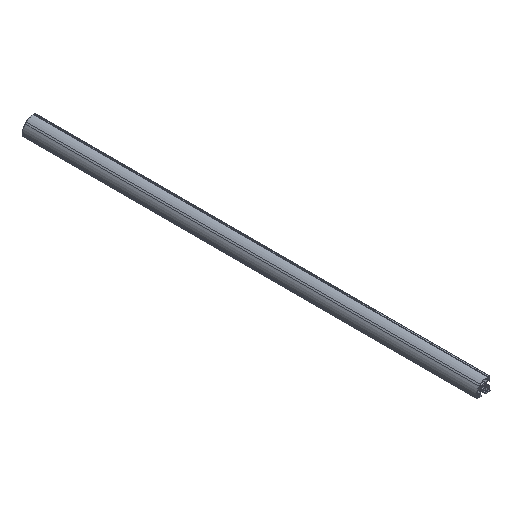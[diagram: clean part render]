
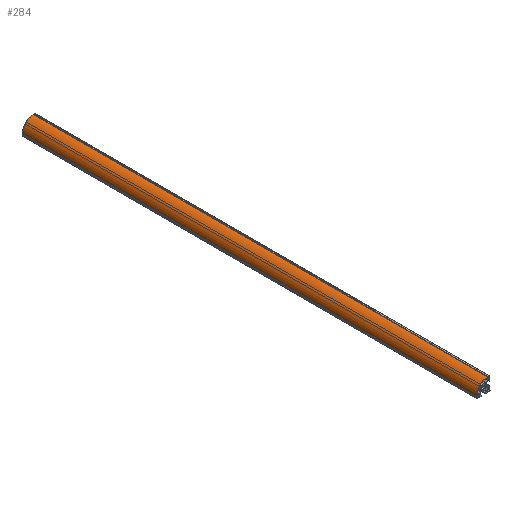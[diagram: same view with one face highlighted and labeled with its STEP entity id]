
A CAD part, isometric view. The second image highlights one B-rep face of the part: STEP entity #284.
In plain terms, the highlighted cylindrical face has radius 25 mm (diameter 50 mm), a partial arc.
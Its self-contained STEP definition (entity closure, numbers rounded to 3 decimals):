
#284=ADVANCED_FACE('',(#564),#565,.T.);
#564=FACE_OUTER_BOUND('',#852,.T.);
#565=CYLINDRICAL_SURFACE('',#853,25.0);
#852=EDGE_LOOP('',(#2055,#2056,#2057,#2058));
#853=AXIS2_PLACEMENT_3D('',#2059,#2060,#2061);
#2055=ORIENTED_EDGE('',*,*,#2399,.F.);
#2056=ORIENTED_EDGE('',*,*,#2524,.F.);
#2057=ORIENTED_EDGE('',*,*,#2244,.F.);
#2058=ORIENTED_EDGE('',*,*,#2523,.T.);
#2059=CARTESIAN_POINT('',(10.,3500.0,-10.));
#2060=DIRECTION('',(0.,-1.0,0.0));
#2061=DIRECTION('',(1.0,0.,0.0));
#2244=EDGE_CURVE('',#2783,#2785,#2786,.T.);
#2399=EDGE_CURVE('',#3026,#3028,#3029,.T.);
#2523=EDGE_CURVE('',#2783,#3028,#3213,.T.);
#2524=EDGE_CURVE('',#2785,#3026,#3214,.T.);
#2783=VERTEX_POINT('',#3526);
#2785=VERTEX_POINT('',#3529);
#2786=CIRCLE('',#3530,25.0);
#3026=VERTEX_POINT('',#3871);
#3028=VERTEX_POINT('',#3874);
#3029=CIRCLE('',#3875,25.0);
#3213=LINE('',#4152,#4153);
#3214=LINE('',#4154,#4155);
#3526=CARTESIAN_POINT('',(-15.,1000.0,-10.));
#3529=CARTESIAN_POINT('',(10.,1000.0,15.));
#3530=AXIS2_PLACEMENT_3D('',#4440,#4441,#4442);
#3871=CARTESIAN_POINT('',(10.,0.0,15.));
#3874=CARTESIAN_POINT('',(-15.,0.0,-10.));
#3875=AXIS2_PLACEMENT_3D('',#4701,#4702,#4703);
#4152=CARTESIAN_POINT('',(-15.,3500.0,-10.));
#4153=VECTOR('',#4887,1.0);
#4154=CARTESIAN_POINT('',(10.,3500.0,15.));
#4155=VECTOR('',#4888,1.0);
#4440=CARTESIAN_POINT('',(10.,1000.0,-10.));
#4441=DIRECTION('',(0.,1.0,0.0));
#4442=DIRECTION('',(-1.0,0.,0.0));
#4701=CARTESIAN_POINT('',(10.,0.0,-10.));
#4702=DIRECTION('',(0.,-1.0,0.0));
#4703=DIRECTION('',(1.0,0.,0.0));
#4887=DIRECTION('',(0.,-1.0,0.0));
#4888=DIRECTION('',(0.,-1.0,0.0));
